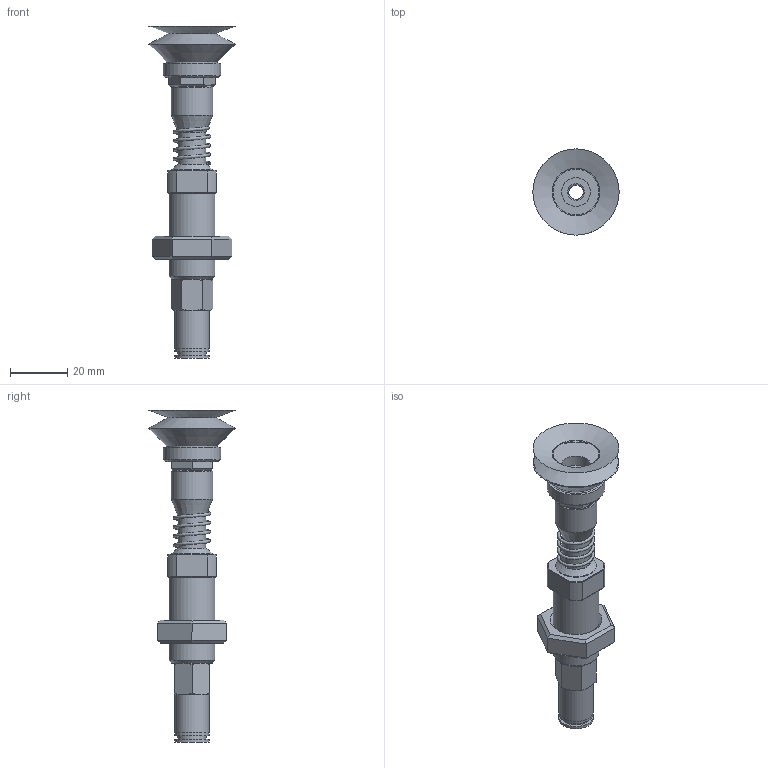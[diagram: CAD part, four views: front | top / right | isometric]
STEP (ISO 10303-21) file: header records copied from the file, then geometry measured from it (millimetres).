
FILE_DESCRIPTION (( 'STEP AP214' ), '1' );
FILE_NAME ('self_center_gripper.STEP', '2026-02-02T23:52:51', ( '' ), ( '' ), 'SwSTEP 2.0', 'SolidWorks 2024', '' );
FILE_SCHEMA (( 'AUTOMOTIVE_DESIGN' ));
Length unit declared in the file: millimetre
Products named in the file (7): 外牙空心螺纹管_默认; 弹簧轴_默认; 弹簧-外径13-高度15-内孔11-线径1_默认; M16细牙螺母_默认; 双层真空吸盘[xpb30-s]_默认; self_center_gripper; 气管内螺直接头[KQ2F06-01]_KQ2F06-01
Assembly tree (6 placements, depth 2):
  self_center_gripper
    气管内螺直接头[KQ2F06-01]_KQ2F06-01
    弹簧轴_默认
    M16细牙螺母_默认
    外牙空心螺纹管_默认
    双层真空吸盘[xpb30-s]_默认
    弹簧-外径13-高度15-内孔11-线径1_默认
Bounding box: 30 x 30 x 115.5 mm (x, y, z)
Volume: 18754.1 mm3; surface area: 16981.8 mm2
Topology: 6 solids, 6 shells, 156 faces, 330 edges, 199 vertices
Faces by surface type: plane 76, cone 36, cylinder 35, bspline 6, torus 3
Full cylindrical faces by diameter (mm): 5 x1, 5.8 x1, 6 x1, 8.5 x1, 8.566 x5, 8.8 x1, 9.7 x6, 9.9 x2, 10 x2, 11.9 x3, 12 x1, 14 x1, 14.5 x1, 16 x2, 20 x1
Entity records: 6089 total; most frequent: CARTESIAN_POINT 2962, DIRECTION 581, ORIENTED_EDGE 502, EDGE_CURVE 251, AXIS2_PLACEMENT_3D 235, EDGE_LOOP 207, VERTEX_POINT 170, FACE_OUTER_BOUND 169
